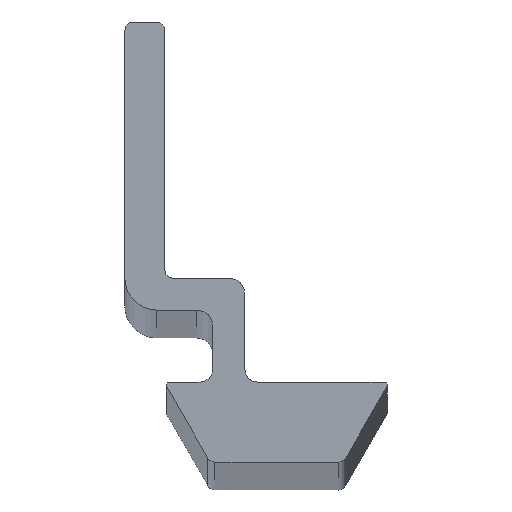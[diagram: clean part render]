
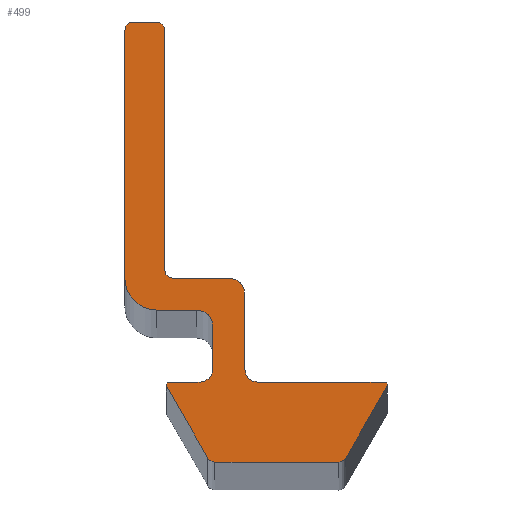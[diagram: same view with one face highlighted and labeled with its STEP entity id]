
A CAD part, top view. The second image highlights one B-rep face of the part: STEP entity #499.
In plain terms, the highlighted planar face has unit normal (0, 0, 1).
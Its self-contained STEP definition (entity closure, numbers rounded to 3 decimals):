
#25=PLANE($,#552);
#51=FACE_OUTER_BOUND($,#77,.T.);
#77=EDGE_LOOP($,(#415,#416,#417,#418,#419,#420,#421,#422,#423,#424,#425,
#426,#427,#428,#429,#430,#431,#432,#433,#434,#435,#436,#437,#438));
#82=LINE($,#718,#130);
#86=LINE($,#730,#134);
#90=LINE($,#742,#138);
#94=LINE($,#754,#142);
#98=LINE($,#766,#146);
#102=LINE($,#778,#150);
#106=LINE($,#790,#154);
#110=LINE($,#802,#158);
#114=LINE($,#814,#162);
#118=LINE($,#826,#166);
#122=LINE($,#838,#170);
#126=LINE($,#848,#174);
#130=VECTOR($,#567,5.138);
#134=VECTOR($,#579,7.742);
#138=VECTOR($,#591,5.138);
#142=VECTOR($,#603,1.9);
#146=VECTOR($,#615,2.7);
#150=VECTOR($,#627,2.5);
#154=VECTOR($,#639,15.5);
#158=VECTOR($,#651,1.5);
#162=VECTOR($,#663,15.);
#166=VECTOR($,#675,3.5);
#170=VECTOR($,#687,4.7);
#174=VECTOR($,#699,7.9);
#176=CIRCLE($,#506,0.2);
#178=CIRCLE($,#510,0.5);
#180=CIRCLE($,#514,0.5);
#182=CIRCLE($,#518,0.2);
#184=CIRCLE($,#522,0.8);
#186=CIRCLE($,#526,1.);
#188=CIRCLE($,#530,2.);
#190=CIRCLE($,#534,0.5);
#192=CIRCLE($,#538,0.5);
#194=CIRCLE($,#542,0.5);
#196=CIRCLE($,#546,1.);
#198=CIRCLE($,#550,0.8);
#201=VERTEX_POINT($,#709);
#202=VERTEX_POINT($,#711);
#204=VERTEX_POINT($,#717);
#206=VERTEX_POINT($,#723);
#208=VERTEX_POINT($,#729);
#210=VERTEX_POINT($,#735);
#212=VERTEX_POINT($,#741);
#214=VERTEX_POINT($,#747);
#216=VERTEX_POINT($,#753);
#218=VERTEX_POINT($,#759);
#220=VERTEX_POINT($,#765);
#222=VERTEX_POINT($,#771);
#224=VERTEX_POINT($,#777);
#226=VERTEX_POINT($,#783);
#228=VERTEX_POINT($,#789);
#230=VERTEX_POINT($,#795);
#232=VERTEX_POINT($,#801);
#234=VERTEX_POINT($,#807);
#236=VERTEX_POINT($,#813);
#238=VERTEX_POINT($,#819);
#240=VERTEX_POINT($,#825);
#242=VERTEX_POINT($,#831);
#244=VERTEX_POINT($,#837);
#246=VERTEX_POINT($,#843);
#249=EDGE_CURVE($,#202,#201,#176,.T.);
#252=EDGE_CURVE($,#204,#202,#82,.T.);
#255=EDGE_CURVE($,#206,#204,#178,.T.);
#258=EDGE_CURVE($,#208,#206,#86,.T.);
#261=EDGE_CURVE($,#210,#208,#180,.T.);
#264=EDGE_CURVE($,#212,#210,#90,.T.);
#267=EDGE_CURVE($,#214,#212,#182,.T.);
#270=EDGE_CURVE($,#216,#214,#94,.T.);
#273=EDGE_CURVE($,#218,#216,#184,.T.);
#276=EDGE_CURVE($,#220,#218,#98,.T.);
#279=EDGE_CURVE($,#222,#220,#186,.T.);
#282=EDGE_CURVE($,#224,#222,#102,.T.);
#285=EDGE_CURVE($,#226,#224,#188,.T.);
#288=EDGE_CURVE($,#228,#226,#106,.T.);
#291=EDGE_CURVE($,#230,#228,#190,.T.);
#294=EDGE_CURVE($,#232,#230,#110,.T.);
#297=EDGE_CURVE($,#234,#232,#192,.T.);
#300=EDGE_CURVE($,#236,#234,#114,.T.);
#303=EDGE_CURVE($,#238,#236,#194,.T.);
#306=EDGE_CURVE($,#240,#238,#118,.T.);
#309=EDGE_CURVE($,#242,#240,#196,.T.);
#312=EDGE_CURVE($,#244,#242,#122,.T.);
#315=EDGE_CURVE($,#246,#244,#198,.T.);
#318=EDGE_CURVE($,#201,#246,#126,.T.);
#415=ORIENTED_EDGE($,*,*,#318,.T.);
#416=ORIENTED_EDGE($,*,*,#315,.T.);
#417=ORIENTED_EDGE($,*,*,#312,.T.);
#418=ORIENTED_EDGE($,*,*,#309,.T.);
#419=ORIENTED_EDGE($,*,*,#306,.T.);
#420=ORIENTED_EDGE($,*,*,#303,.T.);
#421=ORIENTED_EDGE($,*,*,#300,.T.);
#422=ORIENTED_EDGE($,*,*,#297,.T.);
#423=ORIENTED_EDGE($,*,*,#294,.T.);
#424=ORIENTED_EDGE($,*,*,#291,.T.);
#425=ORIENTED_EDGE($,*,*,#288,.T.);
#426=ORIENTED_EDGE($,*,*,#285,.T.);
#427=ORIENTED_EDGE($,*,*,#282,.T.);
#428=ORIENTED_EDGE($,*,*,#279,.T.);
#429=ORIENTED_EDGE($,*,*,#276,.T.);
#430=ORIENTED_EDGE($,*,*,#273,.T.);
#431=ORIENTED_EDGE($,*,*,#270,.T.);
#432=ORIENTED_EDGE($,*,*,#267,.T.);
#433=ORIENTED_EDGE($,*,*,#264,.T.);
#434=ORIENTED_EDGE($,*,*,#261,.T.);
#435=ORIENTED_EDGE($,*,*,#258,.T.);
#436=ORIENTED_EDGE($,*,*,#255,.T.);
#437=ORIENTED_EDGE($,*,*,#252,.T.);
#438=ORIENTED_EDGE($,*,*,#249,.T.);
#499=ADVANCED_FACE($,(#51),#25,.T.);
#506=AXIS2_PLACEMENT_3D($,#712,#561,#562);
#510=AXIS2_PLACEMENT_3D($,#724,#573,#574);
#514=AXIS2_PLACEMENT_3D($,#736,#585,#586);
#518=AXIS2_PLACEMENT_3D($,#748,#597,#598);
#522=AXIS2_PLACEMENT_3D($,#760,#609,#610);
#526=AXIS2_PLACEMENT_3D($,#772,#621,#622);
#530=AXIS2_PLACEMENT_3D($,#784,#633,#634);
#534=AXIS2_PLACEMENT_3D($,#796,#645,#646);
#538=AXIS2_PLACEMENT_3D($,#808,#657,#658);
#542=AXIS2_PLACEMENT_3D($,#820,#669,#670);
#546=AXIS2_PLACEMENT_3D($,#832,#681,#682);
#550=AXIS2_PLACEMENT_3D($,#844,#693,#694);
#552=AXIS2_PLACEMENT_3D($,#849,#700,#701);
#561=DIRECTION('center_axis',(0.,0.,1.));
#562=DIRECTION('ref_axis',(0.866,-0.5,0.));
#567=DIRECTION($,(0.5,0.866,0.));
#573=DIRECTION('center_axis',(0.,0.,1.));
#574=DIRECTION('ref_axis',(0.,-1.,0.));
#579=DIRECTION($,(1.,0.,0.));
#585=DIRECTION('center_axis',(0.,0.,1.));
#586=DIRECTION('ref_axis',(-0.866,-0.5,0.));
#591=DIRECTION($,(0.5,-0.866,0.));
#597=DIRECTION('center_axis',(0.,0.,1.));
#598=DIRECTION('ref_axis',(0.,1.,0.));
#603=DIRECTION($,(-1.,0.,0.));
#609=DIRECTION('center_axis',(0.,0.,-1.));
#610=DIRECTION('ref_axis',(0.,1.,0.));
#615=DIRECTION($,(0.,-1.,0.));
#621=DIRECTION('center_axis',(0.,0.,-1.));
#622=DIRECTION('ref_axis',(-1.,0.,0.));
#627=DIRECTION($,(1.,0.,0.));
#633=DIRECTION('center_axis',(0.,0.,1.));
#634=DIRECTION('ref_axis',(-1.,0.,0.));
#639=DIRECTION($,(0.,-1.,0.));
#645=DIRECTION('center_axis',(0.,0.,1.));
#646=DIRECTION('ref_axis',(0.,1.,0.));
#651=DIRECTION($,(-1.,0.,0.));
#657=DIRECTION('center_axis',(0.,0.,1.));
#658=DIRECTION('ref_axis',(1.,0.,0.));
#663=DIRECTION($,(0.,1.,0.));
#669=DIRECTION('center_axis',(0.,0.,-1.));
#670=DIRECTION('ref_axis',(1.,0.,0.));
#675=DIRECTION($,(-1.,0.,0.));
#681=DIRECTION('center_axis',(0.,0.,1.));
#682=DIRECTION('ref_axis',(1.,0.,0.));
#687=DIRECTION($,(0.,1.,0.));
#693=DIRECTION('center_axis',(0.,0.,-1.));
#694=DIRECTION('ref_axis',(1.,0.,0.));
#699=DIRECTION($,(-1.,0.,0.));
#700=DIRECTION('center_axis',(0.,0.,1.));
#701=DIRECTION('ref_axis',(1.,0.,0.));
#709=CARTESIAN_POINT('',(7.9,0.,1000.));
#711=CARTESIAN_POINT('',(8.073,-0.3,1000.));
#712=CARTESIAN_POINT('Origin',(7.9,-0.2,1000.));
#717=CARTESIAN_POINT('',(5.504,-4.75,1000.));
#718=CARTESIAN_POINT($,(5.504,-4.75,1000.));
#723=CARTESIAN_POINT('',(5.071,-5.,1000.));
#724=CARTESIAN_POINT('Origin',(5.071,-4.5,1000.));
#729=CARTESIAN_POINT('',(-2.671,-5.,1000.));
#730=CARTESIAN_POINT($,(-2.671,-5.,1000.));
#735=CARTESIAN_POINT('',(-3.104,-4.75,1000.));
#736=CARTESIAN_POINT('Origin',(-2.671,-4.5,1000.));
#741=CARTESIAN_POINT('',(-5.673,-0.3,1000.));
#742=CARTESIAN_POINT($,(-5.673,-0.3,1000.));
#747=CARTESIAN_POINT('',(-5.5,0.,1000.));
#748=CARTESIAN_POINT('Origin',(-5.5,-0.2,1000.));
#753=CARTESIAN_POINT('',(-3.6,0.,1000.));
#754=CARTESIAN_POINT($,(-3.6,0.,1000.));
#759=CARTESIAN_POINT('',(-2.8,0.8,1000.));
#760=CARTESIAN_POINT('Origin',(-3.6,0.8,1000.));
#765=CARTESIAN_POINT('',(-2.8,3.5,1000.));
#766=CARTESIAN_POINT($,(-2.8,3.5,1000.));
#771=CARTESIAN_POINT('',(-3.8,4.5,1000.));
#772=CARTESIAN_POINT('Origin',(-3.8,3.5,1000.));
#777=CARTESIAN_POINT('',(-6.3,4.5,1000.));
#778=CARTESIAN_POINT($,(-6.3,4.5,1000.));
#783=CARTESIAN_POINT('',(-8.3,6.5,1000.));
#784=CARTESIAN_POINT('Origin',(-6.3,6.5,1000.));
#789=CARTESIAN_POINT('',(-8.3,22.,1000.));
#790=CARTESIAN_POINT($,(-8.3,22.,1000.));
#795=CARTESIAN_POINT('',(-7.8,22.5,1000.));
#796=CARTESIAN_POINT('Origin',(-7.8,22.,1000.));
#801=CARTESIAN_POINT('',(-6.3,22.5,1000.));
#802=CARTESIAN_POINT($,(-6.3,22.5,1000.));
#807=CARTESIAN_POINT('',(-5.8,22.,1000.));
#808=CARTESIAN_POINT('Origin',(-6.3,22.,1000.));
#813=CARTESIAN_POINT('',(-5.8,7.,1000.));
#814=CARTESIAN_POINT($,(-5.8,7.,1000.));
#819=CARTESIAN_POINT('',(-5.3,6.5,1000.));
#820=CARTESIAN_POINT('Origin',(-5.3,7.,1000.));
#825=CARTESIAN_POINT('',(-1.8,6.5,1000.));
#826=CARTESIAN_POINT($,(-1.8,6.5,1000.));
#831=CARTESIAN_POINT('',(-0.8,5.5,1000.));
#832=CARTESIAN_POINT('Origin',(-1.8,5.5,1000.));
#837=CARTESIAN_POINT('',(-0.8,0.8,1000.));
#838=CARTESIAN_POINT($,(-0.8,0.8,1000.));
#843=CARTESIAN_POINT('',(0.,0.,1000.));
#844=CARTESIAN_POINT('Origin',(0.,0.8,1000.));
#848=CARTESIAN_POINT($,(7.9,0.,1000.));
#849=CARTESIAN_POINT('Origin',(-3.068,6.185,1000.));
